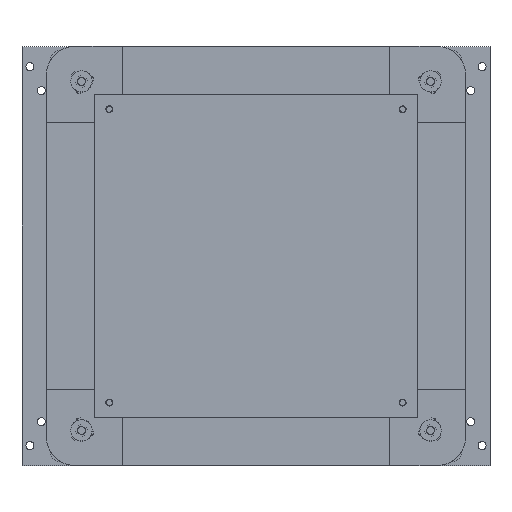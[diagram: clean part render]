
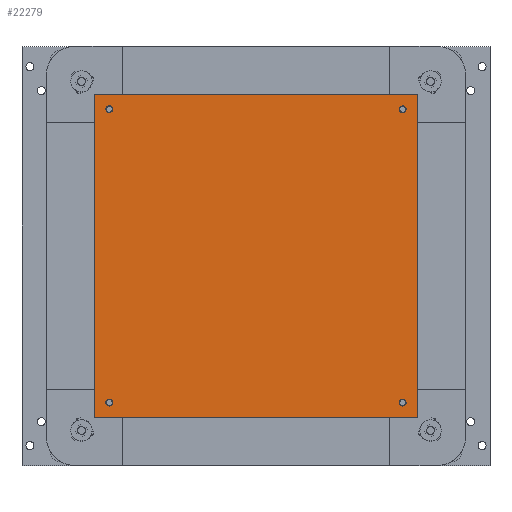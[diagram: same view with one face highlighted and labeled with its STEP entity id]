
A CAD part, top view. The second image highlights one B-rep face of the part: STEP entity #22279.
In plain terms, the highlighted planar face has unit normal (0, 0, 1).
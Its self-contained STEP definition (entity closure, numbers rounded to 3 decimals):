
#192 = LINE ( 'NONE', #23243, #12021 ) ;
#897 = EDGE_CURVE ( 'NONE', #23975, #5726, #7409, .T. ) ;
#953 = CARTESIAN_POINT ( 'NONE',  ( 0., 282.5, 0. ) ) ;
#983 = AXIS2_PLACEMENT_3D ( 'NONE', #25249, #3716, #16356 ) ;
#1732 = EDGE_CURVE ( 'NONE', #21257, #23975, #13271, .T. ) ;
#1814 = DIRECTION ( 'NONE',  ( 0., 0., 1. ) ) ;
#1962 = AXIS2_PLACEMENT_3D ( 'NONE', #3133, #5205, #5471 ) ;
#2758 = CARTESIAN_POINT ( 'NONE',  ( 12.75, 269.75, 0. ) ) ;
#2846 = DIRECTION ( 'NONE',  ( 1., 0., 0. ) ) ;
#2948 = CARTESIAN_POINT ( 'NONE',  ( 269.75, 269.75, 0. ) ) ;
#2987 = EDGE_LOOP ( 'NONE', ( #4530, #15497 ) ) ;
#3038 = VERTEX_POINT ( 'NONE', #23666 ) ;
#3100 = DIRECTION ( 'NONE',  ( 0., 0., 1. ) ) ;
#3125 = FACE_BOUND ( 'NONE', #21156, .T. ) ;
#3133 = CARTESIAN_POINT ( 'NONE',  ( 0., 282.5, 0. ) ) ;
#3526 = VECTOR ( 'NONE', #16313, 1000. ) ;
#3716 = DIRECTION ( 'NONE',  ( 0., 0., 1. ) ) ;
#3802 = CIRCLE ( 'NONE', #22354, 2.65 ) ;
#3857 = CIRCLE ( 'NONE', #983, 2.65 ) ;
#4078 = CIRCLE ( 'NONE', #24509, 2.65 ) ;
#4530 = ORIENTED_EDGE ( 'NONE', *, *, #6142, .F. ) ;
#4933 = VERTEX_POINT ( 'NONE', #17804 ) ;
#5205 = DIRECTION ( 'NONE',  ( 0., 0., -1. ) ) ;
#5396 = CARTESIAN_POINT ( 'NONE',  ( 12.75, 12.75, 0. ) ) ;
#5471 = DIRECTION ( 'NONE',  ( -1., 0., 0. ) ) ;
#5502 = ORIENTED_EDGE ( 'NONE', *, *, #1732, .T. ) ;
#5522 = CARTESIAN_POINT ( 'NONE',  ( 267.1, 269.75, 0. ) ) ;
#5726 = VERTEX_POINT ( 'NONE', #25546 ) ;
#5903 = VERTEX_POINT ( 'NONE', #15210 ) ;
#6142 = EDGE_CURVE ( 'NONE', #21868, #5903, #20763, .T. ) ;
#6395 = AXIS2_PLACEMENT_3D ( 'NONE', #5396, #22830, #18623 ) ;
#6658 = AXIS2_PLACEMENT_3D ( 'NONE', #14725, #1814, #17002 ) ;
#7409 = LINE ( 'NONE', #13338, #18227 ) ;
#7655 = AXIS2_PLACEMENT_3D ( 'NONE', #18334, #20511, #22642 ) ;
#7908 = CARTESIAN_POINT ( 'NONE',  ( 0., 0., 0. ) ) ;
#8089 = CARTESIAN_POINT ( 'NONE',  ( 0., 0., 0. ) ) ;
#8346 = VERTEX_POINT ( 'NONE', #953 ) ;
#9161 = DIRECTION ( 'NONE',  ( 0., 0., 1. ) ) ;
#9416 = CARTESIAN_POINT ( 'NONE',  ( 269.75, 12.75, 0. ) ) ;
#9829 = PLANE ( 'NONE',  #1962 ) ;
#10086 = ORIENTED_EDGE ( 'NONE', *, *, #897, .T. ) ;
#10238 = AXIS2_PLACEMENT_3D ( 'NONE', #12904, #21306, #15160 ) ;
#11141 = DIRECTION ( 'NONE',  ( 0., 0., 1. ) ) ;
#11561 = CIRCLE ( 'NONE', #7655, 2.65 ) ;
#11581 = VERTEX_POINT ( 'NONE', #13169 ) ;
#11602 = LINE ( 'NONE', #27429, #22053 ) ;
#12021 = VECTOR ( 'NONE', #27508, 1000. ) ;
#12032 = VERTEX_POINT ( 'NONE', #5522 ) ;
#12079 = EDGE_CURVE ( 'NONE', #8346, #21257, #192, .T. ) ;
#12238 = ORIENTED_EDGE ( 'NONE', *, *, #22193, .F. ) ;
#12468 = ORIENTED_EDGE ( 'NONE', *, *, #25504, .F. ) ;
#12758 = CARTESIAN_POINT ( 'NONE',  ( 10.1, 12.75, 0. ) ) ;
#12904 = CARTESIAN_POINT ( 'NONE',  ( 12.75, 269.75, 0. ) ) ;
#13012 = AXIS2_PLACEMENT_3D ( 'NONE', #2758, #11141, #2846 ) ;
#13169 = CARTESIAN_POINT ( 'NONE',  ( 15.4, 12.75, 0. ) ) ;
#13271 = LINE ( 'NONE', #7908, #3526 ) ;
#13312 = CARTESIAN_POINT ( 'NONE',  ( 267.1, 12.75, 0. ) ) ;
#13334 = EDGE_CURVE ( 'NONE', #15367, #11581, #11561, .T. ) ;
#13338 = CARTESIAN_POINT ( 'NONE',  ( 282.5, 0., 0. ) ) ;
#13910 = FACE_OUTER_BOUND ( 'NONE', #18256, .T. ) ;
#14390 = EDGE_CURVE ( 'NONE', #11581, #15367, #22977, .T. ) ;
#14725 = CARTESIAN_POINT ( 'NONE',  ( 269.75, 269.75, 0. ) ) ;
#15160 = DIRECTION ( 'NONE',  ( 1., 0., 0. ) ) ;
#15210 = CARTESIAN_POINT ( 'NONE',  ( 10.1, 269.75, 0. ) ) ;
#15367 = VERTEX_POINT ( 'NONE', #12758 ) ;
#15497 = ORIENTED_EDGE ( 'NONE', *, *, #18667, .F. ) ;
#16313 = DIRECTION ( 'NONE',  ( 1., 0., 0. ) ) ;
#16356 = DIRECTION ( 'NONE',  ( 1., 0., 0. ) ) ;
#17002 = DIRECTION ( 'NONE',  ( 1., 0., 0. ) ) ;
#17042 = CARTESIAN_POINT ( 'NONE',  ( 282.5, 0., 0. ) ) ;
#17164 = EDGE_CURVE ( 'NONE', #12032, #4933, #20569, .T. ) ;
#17757 = DIRECTION ( 'NONE',  ( 1., 0., 0. ) ) ;
#17804 = CARTESIAN_POINT ( 'NONE',  ( 272.4, 269.75, 0. ) ) ;
#17935 = ORIENTED_EDGE ( 'NONE', *, *, #12079, .T. ) ;
#18227 = VECTOR ( 'NONE', #22110, 1000. ) ;
#18256 = EDGE_LOOP ( 'NONE', ( #17935, #5502, #10086, #24521 ) ) ;
#18334 = CARTESIAN_POINT ( 'NONE',  ( 12.75, 12.75, 0. ) ) ;
#18453 = CARTESIAN_POINT ( 'NONE',  ( 15.4, 269.75, 0. ) ) ;
#18623 = DIRECTION ( 'NONE',  ( 1., 0., 0. ) ) ;
#18667 = EDGE_CURVE ( 'NONE', #5903, #21868, #27425, .T. ) ;
#19319 = FACE_BOUND ( 'NONE', #2987, .T. ) ;
#19884 = EDGE_LOOP ( 'NONE', ( #12468, #21377 ) ) ;
#20075 = DIRECTION ( 'NONE',  ( 1., 0., 0. ) ) ;
#20511 = DIRECTION ( 'NONE',  ( 0., 0., 1. ) ) ;
#20569 = CIRCLE ( 'NONE', #6658, 2.65 ) ;
#20763 = CIRCLE ( 'NONE', #13012, 2.65 ) ;
#21156 = EDGE_LOOP ( 'NONE', ( #12238, #22507 ) ) ;
#21257 = VERTEX_POINT ( 'NONE', #8089 ) ;
#21282 = EDGE_CURVE ( 'NONE', #5726, #8346, #11602, .T. ) ;
#21306 = DIRECTION ( 'NONE',  ( 0., 0., 1. ) ) ;
#21377 = ORIENTED_EDGE ( 'NONE', *, *, #22738, .F. ) ;
#21868 = VERTEX_POINT ( 'NONE', #18453 ) ;
#22053 = VECTOR ( 'NONE', #23168, 1000. ) ;
#22110 = DIRECTION ( 'NONE',  ( 0., 1., 0. ) ) ;
#22193 = EDGE_CURVE ( 'NONE', #4933, #12032, #3802, .T. ) ;
#22244 = VERTEX_POINT ( 'NONE', #13312 ) ;
#22279 = ADVANCED_FACE ( 'NONE', ( #26669, #23995, #3125, #19319, #13910 ), #9829, .F. ) ;
#22354 = AXIS2_PLACEMENT_3D ( 'NONE', #2948, #9161, #17757 ) ;
#22507 = ORIENTED_EDGE ( 'NONE', *, *, #17164, .F. ) ;
#22642 = DIRECTION ( 'NONE',  ( 1., 0., 0. ) ) ;
#22738 = EDGE_CURVE ( 'NONE', #22244, #3038, #4078, .T. ) ;
#22830 = DIRECTION ( 'NONE',  ( 0., 0., 1. ) ) ;
#22977 = CIRCLE ( 'NONE', #6395, 2.65 ) ;
#23168 = DIRECTION ( 'NONE',  ( -1., 0., 0. ) ) ;
#23243 = CARTESIAN_POINT ( 'NONE',  ( 0., 0., 0. ) ) ;
#23666 = CARTESIAN_POINT ( 'NONE',  ( 272.4, 12.75, 0. ) ) ;
#23975 = VERTEX_POINT ( 'NONE', #17042 ) ;
#23995 = FACE_BOUND ( 'NONE', #27442, .T. ) ;
#24509 = AXIS2_PLACEMENT_3D ( 'NONE', #9416, #3100, #20075 ) ;
#24521 = ORIENTED_EDGE ( 'NONE', *, *, #21282, .T. ) ;
#25183 = ORIENTED_EDGE ( 'NONE', *, *, #13334, .F. ) ;
#25249 = CARTESIAN_POINT ( 'NONE',  ( 269.75, 12.75, 0. ) ) ;
#25504 = EDGE_CURVE ( 'NONE', #3038, #22244, #3857, .T. ) ;
#25546 = CARTESIAN_POINT ( 'NONE',  ( 282.5, 282.5, 0. ) ) ;
#26427 = ORIENTED_EDGE ( 'NONE', *, *, #14390, .F. ) ;
#26669 = FACE_BOUND ( 'NONE', #19884, .T. ) ;
#27425 = CIRCLE ( 'NONE', #10238, 2.65 ) ;
#27429 = CARTESIAN_POINT ( 'NONE',  ( 0., 282.5, 0. ) ) ;
#27442 = EDGE_LOOP ( 'NONE', ( #26427, #25183 ) ) ;
#27508 = DIRECTION ( 'NONE',  ( 0., -1., 0. ) ) ;
